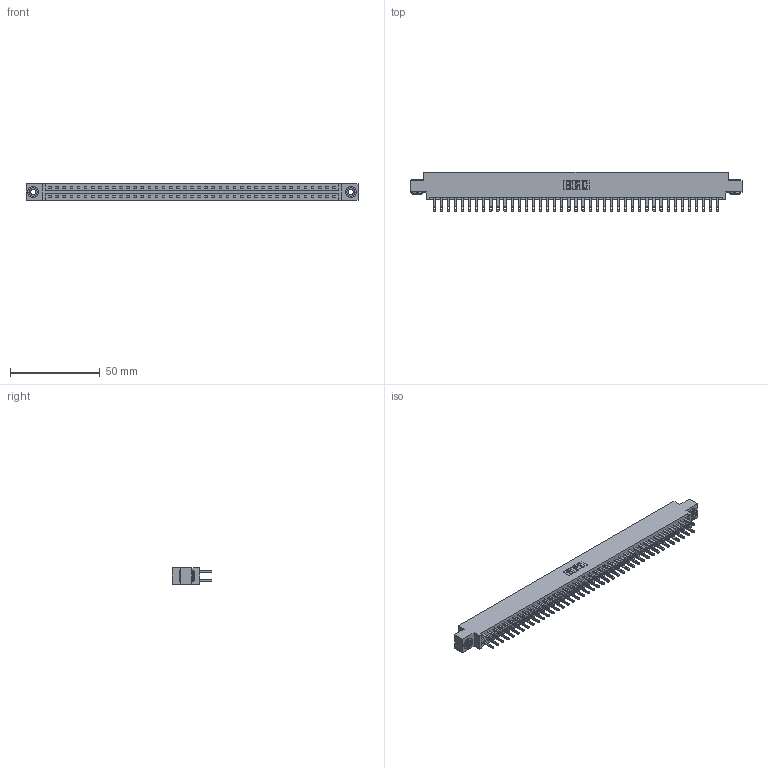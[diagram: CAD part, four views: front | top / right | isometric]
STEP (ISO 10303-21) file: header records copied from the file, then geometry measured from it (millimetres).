
FILE_DESCRIPTION (( 'STEP AP203' ), '1' );
FILE_NAME ('887-082-500-803.STEP', '2020-09-21T04:39:17', ( '' ), ( '' ), 'SwSTEP 2.0', 'SolidWorks 2020', '' );
FILE_SCHEMA (( 'CONFIG_CONTROL_DESIGN' ));
Length unit declared in the file: inch
Products named in the file (4): 887-082-500-803; 345-250-002_345-250-002-102; 345-292-001_345-293-100; 837 Part_0.170 Offset - 0.156 Dia-TH
Assembly tree (85 placements, depth 2):
  887-082-500-803
    837 Part_0.170 Offset - 0.156 Dia-TH
    345-292-001_345-293-100  x82
    345-250-002_345-250-002-102  x2
Bounding box: 185.47 x 21.85 x 9.4 mm (x, y, z)
Volume: 19685.5 mm3; surface area: 23486.9 mm2
Topology: 85 solids, 85 shells, 4256 faces, 12945 edges, 8626 vertices
Faces by surface type: plane 2708, cylinder 1540, cone 8
Entity records: 32630 total; most frequent: CARTESIAN_POINT 5473, ORIENTED_EDGE 5402, DIRECTION 4691, EDGE_CURVE 2701, LINE 2545, VECTOR 2545, VERTEX_POINT 1798, AXIS2_PLACEMENT_3D 1073
